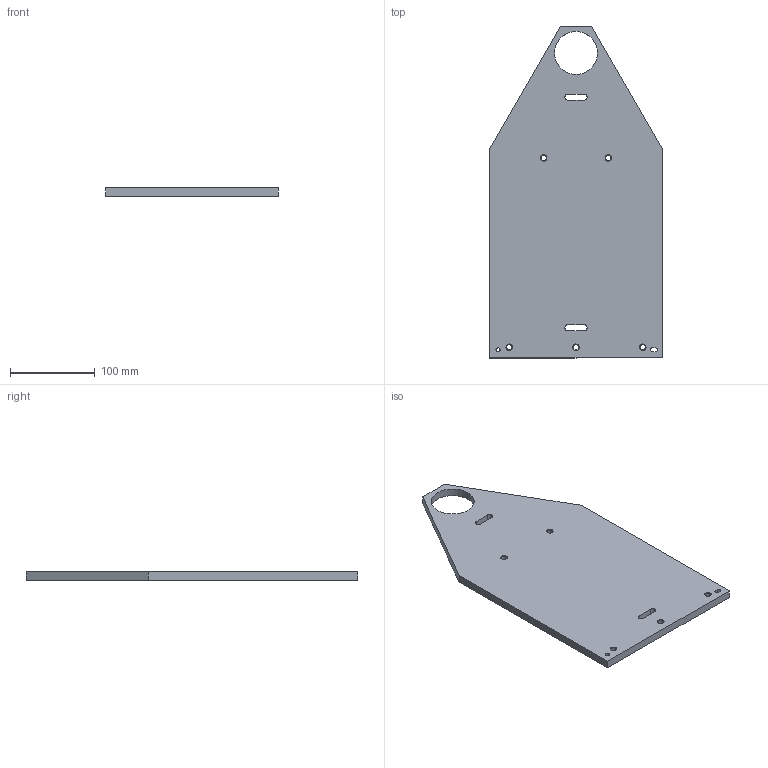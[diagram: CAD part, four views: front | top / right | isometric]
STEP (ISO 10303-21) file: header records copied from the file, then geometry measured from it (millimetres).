
FILE_DESCRIPTION (( 'STEP AP214' ), '1' );
FILE_NAME ('D1201511-v2 aLIGO Pcal Tooling, Periscope Video Target Plate.STEP', '2013-01-11T01:25:08', ( 'ligo' ), ( 'Microsoft' ), 'SwSTEP 2.0', 'SolidWorks 2012', '' );
FILE_SCHEMA (( 'AUTOMOTIVE_DESIGN' ));
Length unit declared in the file: inch
Products named in the file (1): D1201511-v2 aLIGO Pcal Tooling, Periscope Video Target Plate
Bounding box: 203.2 x 391.45 x 9.53 mm (x, y, z)
Volume: 618567.4 mm3; surface area: 143956.9 mm2
Topology: 1 solids, 1 shells, 57 faces, 145 edges, 90 vertices
Faces by surface type: cylinder 23, cone 20, plane 14
Entity records: 1805 total; most frequent: DIRECTION 327, CARTESIAN_POINT 293, ORIENTED_EDGE 290, EDGE_CURVE 145, AXIS2_PLACEMENT_3D 124, VERTEX_POINT 90, LINE 79, VECTOR 79
